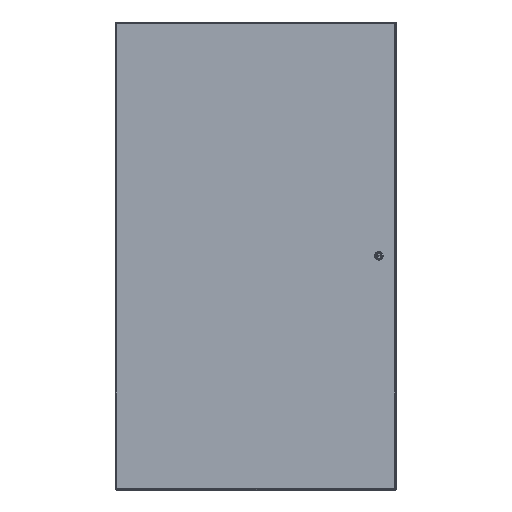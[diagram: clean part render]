
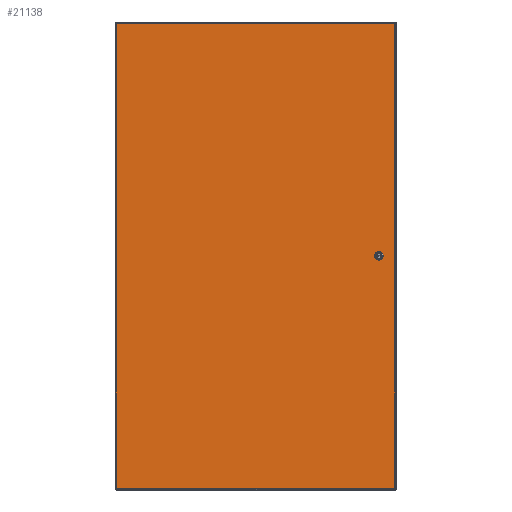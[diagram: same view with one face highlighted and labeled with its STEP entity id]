
A CAD part, top view. The second image highlights one B-rep face of the part: STEP entity #21138.
In plain terms, the highlighted face is planar.
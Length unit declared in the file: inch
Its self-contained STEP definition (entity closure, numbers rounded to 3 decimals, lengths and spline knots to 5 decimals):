
#19468=CARTESIAN_POINT('',(2.33762,30.275,0.0));
#19469=VERTEX_POINT('',#19468);
#19476=CARTESIAN_POINT('',(2.525,30.08762,0.0));
#19477=VERTEX_POINT('',#19476);
#19478=CARTESIAN_POINT('',(2.125,29.875,0.0));
#19479=DIRECTION('',(0.0,0.0,1.0));
#19480=DIRECTION('',(-0.469,-0.883,0.0));
#19481=AXIS2_PLACEMENT_3D('',#19478,#19479,#19480);
#19482=CIRCLE('',#19481,0.453);
#19483=EDGE_CURVE('',#19477,#19469,#19482,.T.);
#19508=CARTESIAN_POINT('',(2.525,29.66238,0.0));
#19509=VERTEX_POINT('',#19508);
#19510=CARTESIAN_POINT('',(2.525,29.66238,0.0));
#19511=DIRECTION('',(0.0,1.0,0.0));
#19512=VECTOR('',#19511,0.42525);
#19513=LINE('',#19510,#19512);
#19514=EDGE_CURVE('',#19509,#19477,#19513,.T.);
#19540=CARTESIAN_POINT('',(2.33762,29.475,0.0));
#19541=VERTEX_POINT('',#19540);
#19542=CARTESIAN_POINT('',(2.125,29.875,0.0));
#19543=DIRECTION('',(0.0,0.0,1.0));
#19544=DIRECTION('',(-0.883,0.469,0.0));
#19545=AXIS2_PLACEMENT_3D('',#19542,#19543,#19544);
#19546=CIRCLE('',#19545,0.453);
#19547=EDGE_CURVE('',#19541,#19509,#19546,.T.);
#19572=CARTESIAN_POINT('',(1.91238,29.475,0.0));
#19573=VERTEX_POINT('',#19572);
#19574=CARTESIAN_POINT('',(1.91238,29.475,0.0));
#19575=DIRECTION('',(1.0,0.0,0.0));
#19576=VECTOR('',#19575,0.42525);
#19577=LINE('',#19574,#19576);
#19578=EDGE_CURVE('',#19573,#19541,#19577,.T.);
#19604=CARTESIAN_POINT('',(1.725,29.66238,0.0));
#19605=VERTEX_POINT('',#19604);
#19606=CARTESIAN_POINT('',(2.125,29.875,0.0));
#19607=DIRECTION('',(0.0,0.0,1.0));
#19608=DIRECTION('',(0.469,0.883,0.0));
#19609=AXIS2_PLACEMENT_3D('',#19606,#19607,#19608);
#19610=CIRCLE('',#19609,0.453);
#19611=EDGE_CURVE('',#19605,#19573,#19610,.T.);
#19636=CARTESIAN_POINT('',(1.725,30.08762,0.0));
#19637=VERTEX_POINT('',#19636);
#19638=CARTESIAN_POINT('',(1.725,30.08762,0.0));
#19639=DIRECTION('',(0.0,-1.0,0.0));
#19640=VECTOR('',#19639,0.42525);
#19641=LINE('',#19638,#19640);
#19642=EDGE_CURVE('',#19637,#19605,#19641,.T.);
#19668=CARTESIAN_POINT('',(1.91238,30.275,0.0));
#19669=VERTEX_POINT('',#19668);
#19670=CARTESIAN_POINT('',(2.125,29.875,0.0));
#19671=DIRECTION('',(0.0,0.0,1.0));
#19672=DIRECTION('',(0.883,-0.469,0.0));
#19673=AXIS2_PLACEMENT_3D('',#19670,#19671,#19672);
#19674=CIRCLE('',#19673,0.453);
#19675=EDGE_CURVE('',#19669,#19637,#19674,.T.);
#19698=CARTESIAN_POINT('',(2.33762,30.275,0.0));
#19699=DIRECTION('',(-1.0,0.0,0.0));
#19700=VECTOR('',#19699,0.42525);
#19701=LINE('',#19698,#19700);
#19702=EDGE_CURVE('',#19469,#19669,#19701,.T.);
#20146=CARTESIAN_POINT('',(35.76975,0.10525,0.));
#20147=VERTEX_POINT('',#20146);
#20158=CARTESIAN_POINT('',(35.76975,59.64475,0.));
#20159=VERTEX_POINT('',#20158);
#20160=CARTESIAN_POINT('',(35.76975,59.64475,0.0));
#20161=DIRECTION('',(0.0,-1.0,0.0));
#20162=VECTOR('',#20161,59.5395);
#20163=LINE('',#20160,#20162);
#20164=EDGE_CURVE('',#20159,#20147,#20163,.T.);
#20316=CARTESIAN_POINT('',(0.10525,0.10525,0.));
#20317=VERTEX_POINT('',#20316);
#20328=CARTESIAN_POINT('',(35.76975,0.10525,0.0));
#20329=DIRECTION('',(-1.0,0.0,0.0));
#20330=VECTOR('',#20329,35.6645);
#20331=LINE('',#20328,#20330);
#20332=EDGE_CURVE('',#20147,#20317,#20331,.T.);
#20593=CARTESIAN_POINT('',(0.10525,59.64475,0.));
#20594=VERTEX_POINT('',#20593);
#20605=CARTESIAN_POINT('',(0.10525,0.10525,0.0));
#20606=DIRECTION('',(0.0,1.0,0.0));
#20607=VECTOR('',#20606,59.5395);
#20608=LINE('',#20605,#20607);
#20609=EDGE_CURVE('',#20317,#20594,#20608,.T.);
#20874=CARTESIAN_POINT('',(0.10525,59.64475,0.0));
#20875=DIRECTION('',(1.0,0.0,0.0));
#20876=VECTOR('',#20875,35.6645);
#20877=LINE('',#20874,#20876);
#20878=EDGE_CURVE('',#20594,#20159,#20877,.T.);
#21117=CARTESIAN_POINT('',(17.9375,29.875,0.0));
#21118=DIRECTION('',(0.0,0.0,1.0));
#21119=DIRECTION('',(1.0,0.0,0.0));
#21120=AXIS2_PLACEMENT_3D('',#21117,#21118,#21119);
#21121=PLANE('',#21120);
#21122=ORIENTED_EDGE('',*,*,#20164,.T.);
#21123=ORIENTED_EDGE('',*,*,#20332,.T.);
#21124=ORIENTED_EDGE('',*,*,#20609,.T.);
#21125=ORIENTED_EDGE('',*,*,#20878,.T.);
#21126=EDGE_LOOP('',(#21122,#21123,#21124,#21125));
#21127=FACE_OUTER_BOUND('',#21126,.T.);
#21128=ORIENTED_EDGE('',*,*,#19483,.T.);
#21129=ORIENTED_EDGE('',*,*,#19702,.T.);
#21130=ORIENTED_EDGE('',*,*,#19675,.T.);
#21131=ORIENTED_EDGE('',*,*,#19642,.T.);
#21132=ORIENTED_EDGE('',*,*,#19611,.T.);
#21133=ORIENTED_EDGE('',*,*,#19578,.T.);
#21134=ORIENTED_EDGE('',*,*,#19547,.T.);
#21135=ORIENTED_EDGE('',*,*,#19514,.T.);
#21136=EDGE_LOOP('',(#21128,#21129,#21130,#21131,#21132,#21133,#21134,#21135));
#21137=FACE_BOUND('',#21136,.T.);
#21138=ADVANCED_FACE('',(#21127,#21137),#21121,.F.);
